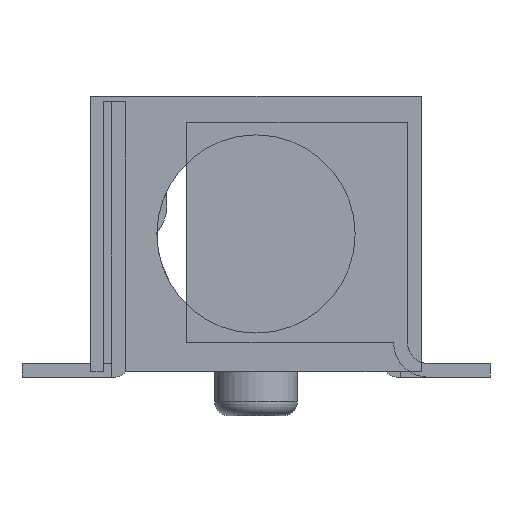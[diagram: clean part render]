
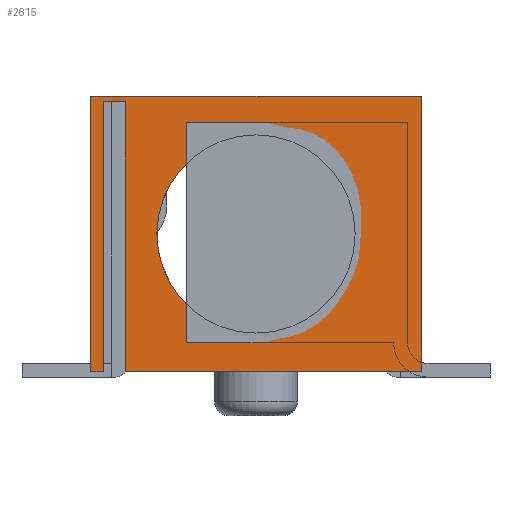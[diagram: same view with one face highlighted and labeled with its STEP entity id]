
A CAD part, front view. The second image highlights one B-rep face of the part: STEP entity #2615.
In plain terms, the highlighted planar face has unit normal (0, -1, 0).
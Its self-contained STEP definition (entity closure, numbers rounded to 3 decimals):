
#24=FACE_BOUND('',#313,.T.);
#170=FACE_OUTER_BOUND('',#312,.T.);
#312=EDGE_LOOP('',(#2265,#2266,#2267,#2268,#2269,#2270,#2271,#2272));
#313=EDGE_LOOP('',(#2273));
#383=CIRCLE('',#2818,1.8);
#545=LINE('',#3913,#860);
#582=LINE('',#3988,#897);
#609=LINE('',#4048,#924);
#612=LINE('',#4053,#927);
#623=LINE('',#4092,#938);
#625=LINE('',#4095,#940);
#664=LINE('',#4195,#979);
#674=LINE('',#4220,#989);
#860=VECTOR('',#3181,10.);
#897=VECTOR('',#3220,10.);
#924=VECTOR('',#3255,10.);
#927=VECTOR('',#3260,10.);
#938=VECTOR('',#3305,10.);
#940=VECTOR('',#3309,10.);
#979=VECTOR('',#3422,10.);
#989=VECTOR('',#3460,10.);
#1140=VERTEX_POINT('',#3911);
#1141=VERTEX_POINT('',#3912);
#1177=VERTEX_POINT('',#3986);
#1178=VERTEX_POINT('',#3987);
#1206=VERTEX_POINT('',#4046);
#1207=VERTEX_POINT('',#4047);
#1208=VERTEX_POINT('',#4052);
#1219=VERTEX_POINT('',#4091);
#1245=VERTEX_POINT('',#4221);
#1446=EDGE_CURVE('',#1140,#1141,#545,.T.);
#1483=EDGE_CURVE('',#1177,#1178,#582,.T.);
#1512=EDGE_CURVE('',#1206,#1207,#609,.T.);
#1515=EDGE_CURVE('',#1208,#1206,#612,.T.);
#1534=EDGE_CURVE('',#1219,#1208,#623,.T.);
#1536=EDGE_CURVE('',#1178,#1219,#625,.T.);
#1587=EDGE_CURVE('',#1141,#1177,#664,.T.);
#1600=EDGE_CURVE('',#1207,#1140,#674,.T.);
#1601=EDGE_CURVE('',#1245,#1245,#383,.T.);
#2265=ORIENTED_EDGE('',*,*,#1446,.F.);
#2266=ORIENTED_EDGE('',*,*,#1600,.F.);
#2267=ORIENTED_EDGE('',*,*,#1512,.F.);
#2268=ORIENTED_EDGE('',*,*,#1515,.F.);
#2269=ORIENTED_EDGE('',*,*,#1534,.F.);
#2270=ORIENTED_EDGE('',*,*,#1536,.F.);
#2271=ORIENTED_EDGE('',*,*,#1483,.F.);
#2272=ORIENTED_EDGE('',*,*,#1587,.F.);
#2273=ORIENTED_EDGE('',*,*,#1601,.T.);
#2487=PLANE('',#2817);
#2615=ADVANCED_FACE('',(#170,#24),#2487,.T.);
#2817=AXIS2_PLACEMENT_3D('',#4219,#3458,#3459);
#2818=AXIS2_PLACEMENT_3D('',#4222,#3461,#3462);
#3181=DIRECTION('',(1.,0.,0.));
#3220=DIRECTION('',(-1.,0.,0.));
#3255=DIRECTION('',(-1.,0.,0.));
#3260=DIRECTION('',(0.,0.,-1.));
#3305=DIRECTION('',(-1.,0.,0.));
#3309=DIRECTION('',(0.,0.,1.));
#3422=DIRECTION('',(0.,0.,-1.));
#3458=DIRECTION('center_axis',(0.,-1.,0.));
#3459=DIRECTION('ref_axis',(1.,0.,0.));
#3460=DIRECTION('',(0.,0.,1.));
#3461=DIRECTION('center_axis',(0.,1.,0.));
#3462=DIRECTION('ref_axis',(1.,0.,0.));
#3911=CARTESIAN_POINT('',(-12.985,-6.8,5.1));
#3912=CARTESIAN_POINT('',(-6.985,-6.8,5.1));
#3913=CARTESIAN_POINT('',(-11.485,-6.8,5.1));
#3986=CARTESIAN_POINT('',(-6.985,-6.8,0.1));
#3987=CARTESIAN_POINT('',(-12.36,-6.8,0.1));
#3988=CARTESIAN_POINT('',(-11.485,-6.8,0.1));
#4046=CARTESIAN_POINT('',(-12.76,-6.8,0.1));
#4047=CARTESIAN_POINT('',(-12.985,-6.8,0.1));
#4048=CARTESIAN_POINT('',(-11.485,-6.8,0.1));
#4052=CARTESIAN_POINT('',(-12.76,-6.8,5.));
#4053=CARTESIAN_POINT('',(-12.76,-6.8,5.05));
#4091=CARTESIAN_POINT('',(-12.36,-6.8,5.));
#4092=CARTESIAN_POINT('',(-11.485,-6.8,5.));
#4095=CARTESIAN_POINT('',(-12.36,-6.8,5.05));
#4195=CARTESIAN_POINT('',(-6.985,-6.8,3.85));
#4219=CARTESIAN_POINT('Origin',(-9.985,-6.8,0.));
#4220=CARTESIAN_POINT('',(-12.985,-6.8,5.1));
#4221=CARTESIAN_POINT('',(-8.185,-6.8,2.6));
#4222=CARTESIAN_POINT('Origin',(-9.985,-6.8,2.6));
